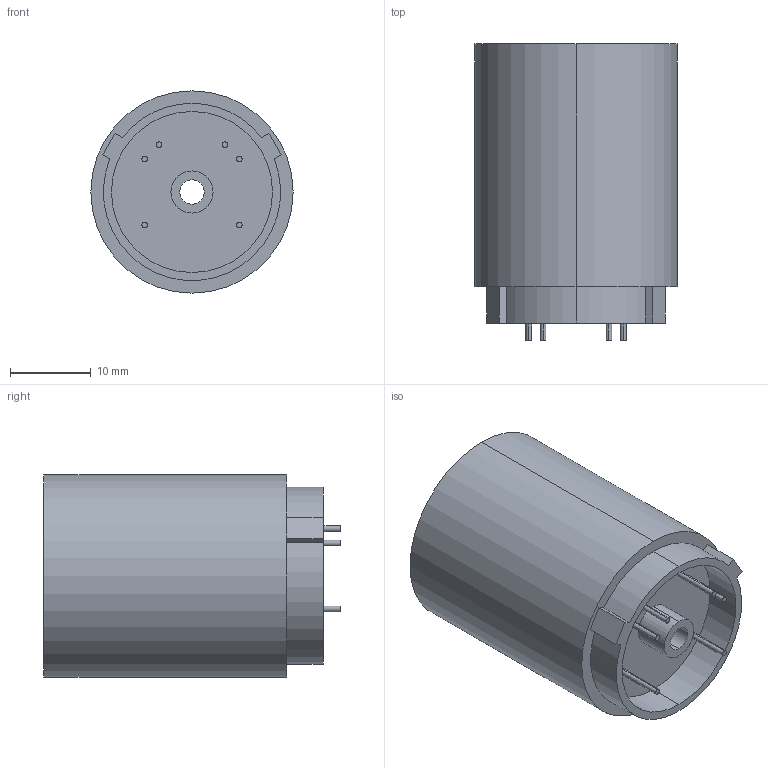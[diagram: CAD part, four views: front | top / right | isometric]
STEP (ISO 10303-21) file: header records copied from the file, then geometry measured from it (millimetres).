
FILE_DESCRIPTION (( 'STEP AP214' ), '1' );
FILE_NAME ('B72100135-7F1.step', '2016-10-25T14:42:41', ( '' ), ( '' ), 'SwSTEP 2.0', 'SolidWorks 2016', '' );
FILE_SCHEMA (( 'AUTOMOTIVE_DESIGN' ));
Length unit declared in the file: millimetre
Products named in the file (1): B72100135-7F1
Bounding box: 25 x 36.6 x 25 mm (x, y, z)
Volume: 12962.9 mm3; surface area: 4883.5 mm2
Topology: 9 solids, 9 shells, 69 faces, 144 edges, 96 vertices
Faces by surface type: plane 36, cylinder 33
Entity records: 1982 total; most frequent: DIRECTION 350, CARTESIAN_POINT 310, ORIENTED_EDGE 288, EDGE_CURVE 144, AXIS2_PLACEMENT_3D 136, VERTEX_POINT 96, EDGE_LOOP 78, VECTOR 78
